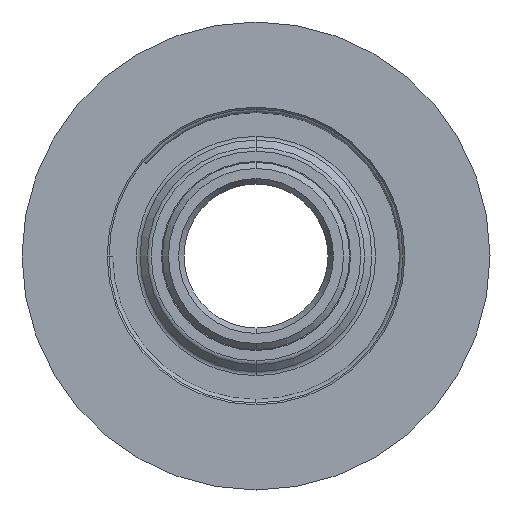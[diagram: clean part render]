
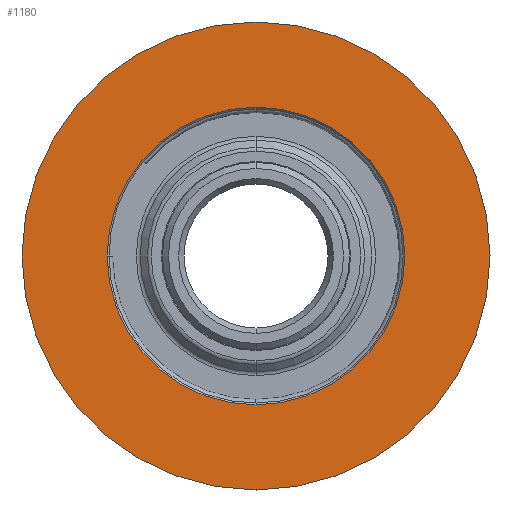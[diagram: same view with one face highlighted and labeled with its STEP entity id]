
A CAD part, front view. The second image highlights one B-rep face of the part: STEP entity #1180.
In plain terms, the highlighted planar face has unit normal (0, -1, 0).
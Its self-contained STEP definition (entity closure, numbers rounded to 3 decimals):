
#29 = CARTESIAN_POINT ( 'NONE',  ( 0., 0., 6.5 ) ) ;
#44 = VERTEX_POINT ( 'NONE', #952 ) ;
#133 = CARTESIAN_POINT ( 'NONE',  ( 0., 0., -4.135 ) ) ;
#143 = CIRCLE ( 'NONE', #1262, 6.5 ) ;
#215 = ORIENTED_EDGE ( 'NONE', *, *, #950, .T. ) ;
#216 = CIRCLE ( 'NONE', #1545, 4.135 ) ;
#251 = EDGE_CURVE ( 'NONE', #871, #44, #216, .T. ) ;
#315 = CARTESIAN_POINT ( 'NONE',  ( 0., 0., 0. ) ) ;
#482 = AXIS2_PLACEMENT_3D ( 'NONE', #1267, #580, #1814 ) ;
#504 = DIRECTION ( 'NONE',  ( 0., -1., 0. ) ) ;
#580 = DIRECTION ( 'NONE',  ( 0., 1., 0. ) ) ;
#871 = VERTEX_POINT ( 'NONE', #133 ) ;
#893 = AXIS2_PLACEMENT_3D ( 'NONE', #1046, #504, #1032 ) ;
#897 = ORIENTED_EDGE ( 'NONE', *, *, #1315, .T. ) ;
#950 = EDGE_CURVE ( 'NONE', #1753, #1416, #143, .T. ) ;
#952 = CARTESIAN_POINT ( 'NONE',  ( 0., 0., 4.135 ) ) ;
#954 = CARTESIAN_POINT ( 'NONE',  ( 0., 0., 0. ) ) ;
#1032 = DIRECTION ( 'NONE',  ( 0., 0., 1. ) ) ;
#1046 = CARTESIAN_POINT ( 'NONE',  ( 0., 0., 0. ) ) ;
#1110 = PLANE ( 'NONE',  #482 ) ;
#1135 = FACE_BOUND ( 'NONE', #1756, .T. ) ;
#1175 = CARTESIAN_POINT ( 'NONE',  ( 0., 0., 0. ) ) ;
#1180 = ADVANCED_FACE ( 'NONE', ( #1135, #2130 ), #1110, .F. ) ;
#1262 = AXIS2_PLACEMENT_3D ( 'NONE', #954, #2167, #1988 ) ;
#1267 = CARTESIAN_POINT ( 'NONE',  ( 0., 0., 0. ) ) ;
#1285 = ORIENTED_EDGE ( 'NONE', *, *, #2127, .T. ) ;
#1297 = EDGE_LOOP ( 'NONE', ( #215, #1285 ) ) ;
#1315 = EDGE_CURVE ( 'NONE', #44, #871, #2111, .T. ) ;
#1330 = DIRECTION ( 'NONE',  ( 0., 1., 0. ) ) ;
#1416 = VERTEX_POINT ( 'NONE', #29 ) ;
#1545 = AXIS2_PLACEMENT_3D ( 'NONE', #1175, #1330, #2031 ) ;
#1753 = VERTEX_POINT ( 'NONE', #1966 ) ;
#1756 = EDGE_LOOP ( 'NONE', ( #1842, #897 ) ) ;
#1777 = AXIS2_PLACEMENT_3D ( 'NONE', #315, #1876, #2052 ) ;
#1813 = CIRCLE ( 'NONE', #893, 6.5 ) ;
#1814 = DIRECTION ( 'NONE',  ( 0., 0., 1. ) ) ;
#1842 = ORIENTED_EDGE ( 'NONE', *, *, #251, .T. ) ;
#1876 = DIRECTION ( 'NONE',  ( 0., 1., 0. ) ) ;
#1966 = CARTESIAN_POINT ( 'NONE',  ( 0., 0., -6.5 ) ) ;
#1988 = DIRECTION ( 'NONE',  ( 0., 0., 1. ) ) ;
#2031 = DIRECTION ( 'NONE',  ( 0., 0., 1. ) ) ;
#2052 = DIRECTION ( 'NONE',  ( 0., 0., 1. ) ) ;
#2111 = CIRCLE ( 'NONE', #1777, 4.135 ) ;
#2127 = EDGE_CURVE ( 'NONE', #1416, #1753, #1813, .T. ) ;
#2130 = FACE_OUTER_BOUND ( 'NONE', #1297, .T. ) ;
#2167 = DIRECTION ( 'NONE',  ( 0., -1., 0. ) ) ;
